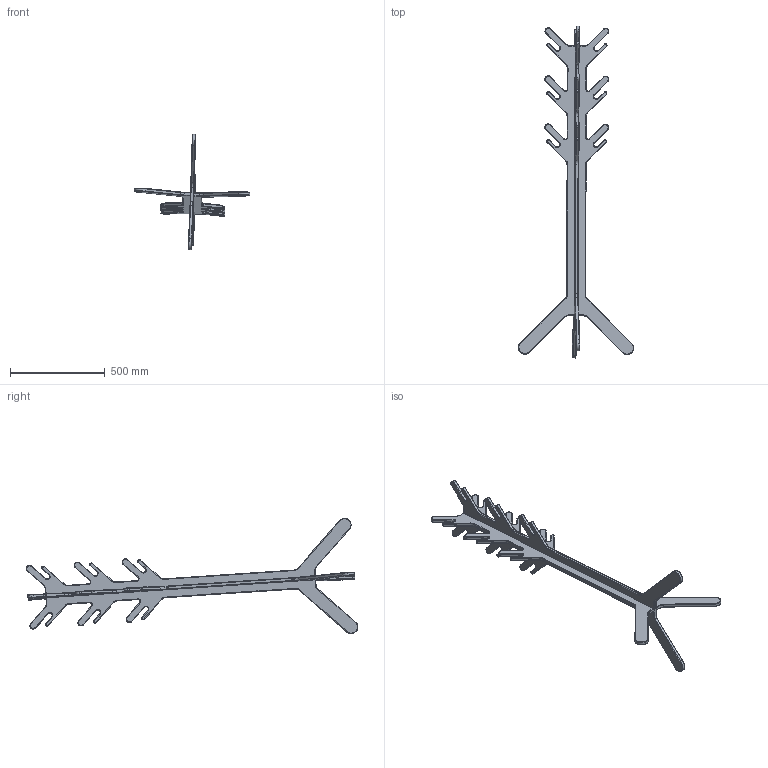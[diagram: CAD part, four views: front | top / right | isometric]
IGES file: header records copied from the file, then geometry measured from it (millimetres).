
Start section: SolidWorks IGES file using analytic representation for surfaces
Global section: file name: XX.IGS; native system: SolidWorks 2016; preprocessor: SolidWorks 2016; author: andrea.intermite; date: 170321.112409; units: millimetre
Bounding box: 609.63 x 1749.7 x 608.27 mm (x, y, z)
Volume: 8435540.4 mm3; surface area: 1215141 mm2
Topology: 9 solids, 9 shells, 713 faces, 3328 edges, 4306 vertices
Faces by surface type: revolution 586, plane 127
